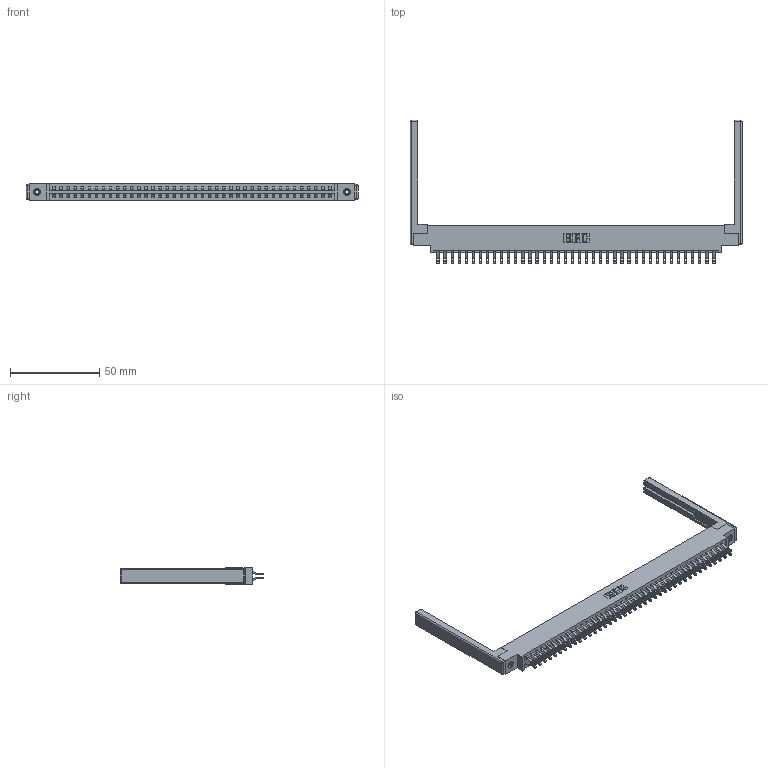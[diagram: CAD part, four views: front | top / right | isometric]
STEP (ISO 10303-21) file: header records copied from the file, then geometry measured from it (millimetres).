
FILE_DESCRIPTION (( 'STEP AP203' ), '1' );
FILE_NAME ('337-080-555-868.STEP', '2019-10-15T15:35:56', ( '' ), ( '' ), 'SwSTEP 2.0', 'SolidWorks 2016', '' );
FILE_SCHEMA (( 'CONFIG_CONTROL_DESIGN' ));
Length unit declared in the file: inch
Products named in the file (5): 345-292-001_555 Tail; 307-220-068; 345-250-001_345-250-001-102; 337-080-555-868; 337 Part_0.170 Offset - 0.156 Dia-TI
Assembly tree (85 placements, depth 2):
  337-080-555-868
    337 Part_0.170 Offset - 0.156 Dia-TI
    345-292-001_555 Tail  x80
    345-250-001_345-250-001-102  x2
    307-220-068  x2
Bounding box: 185.93 x 80.52 x 9.4 mm (x, y, z)
Volume: 24067.3 mm3; surface area: 27248.3 mm2
Topology: 85 solids, 85 shells, 5072 faces, 15833 edges, 10534 vertices
Faces by surface type: plane 3042, cylinder 2006, cone 12, sphere 8, torus 4
Entity records: 34490 total; most frequent: CARTESIAN_POINT 5813, ORIENTED_EDGE 5708, DIRECTION 4988, EDGE_CURVE 2854, LINE 2656, VECTOR 2656, VERTEX_POINT 1894, AXIS2_PLACEMENT_3D 1166
